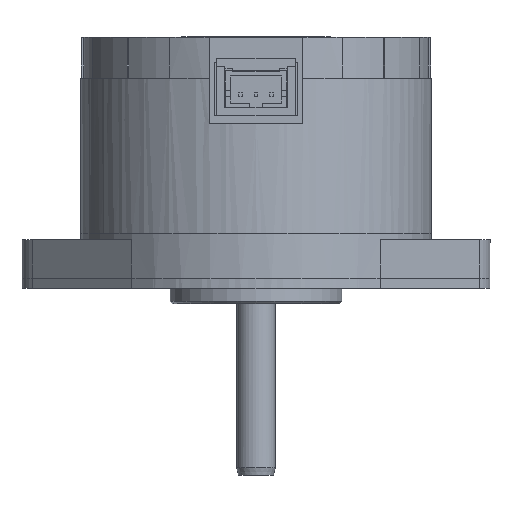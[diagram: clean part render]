
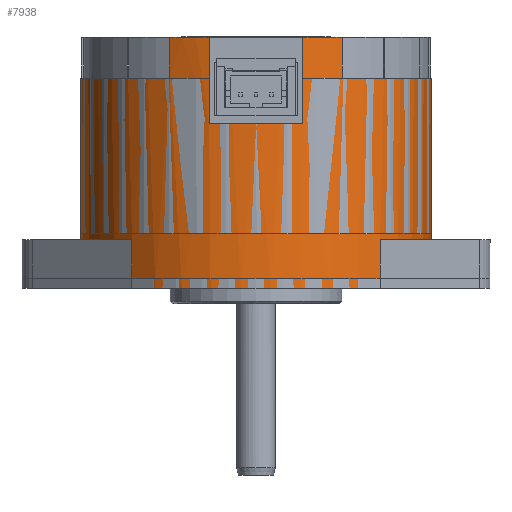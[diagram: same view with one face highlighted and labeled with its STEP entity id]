
A CAD part, left-side view. The second image highlights one B-rep face of the part: STEP entity #7938.
In plain terms, the highlighted cylindrical face has radius 22.5 mm (diameter 45 mm), a partial arc.
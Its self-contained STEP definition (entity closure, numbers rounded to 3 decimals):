
#6513=CARTESIAN_POINT('',(0.,0.,32.95));
#6514=DIRECTION('',(0.,0.,-1.));
#6515=DIRECTION('',(-0.492,0.871,0.));
#6516=AXIS2_PLACEMENT_3D('',#6513,#6514,#6515);
#6518=CARTESIAN_POINT('',(0.,0.,32.95));
#6519=DIRECTION('',(0.,0.,-1.));
#6520=DIRECTION('',(0.267,0.964,0.));
#6521=AXIS2_PLACEMENT_3D('',#6518,#6519,#6520);
#6776=DIRECTION('',(0.,0.,1.));
#6777=VECTOR('',#6776,6.2);
#6778=CARTESIAN_POINT('',(15.91,15.91,0.8));
#6779=LINE('',#6778,#6777);
#6780=DIRECTION('',(0.,0.,1.));
#6781=VECTOR('',#6780,20.7);
#6782=CARTESIAN_POINT('',(22.5,0.,7.));
#6783=LINE('',#6782,#6781);
#6784=DIRECTION('',(0.,0.,1.));
#6785=VECTOR('',#6784,5.25);
#6786=CARTESIAN_POINT('',(11.063,19.592,27.7));
#6787=LINE('',#6786,#6785);
#6788=DIRECTION('',(0.,0.,-1.));
#6789=VECTOR('',#6788,11.05);
#6790=CARTESIAN_POINT('',(6.,21.685,32.95));
#6791=LINE('',#6790,#6789);
#6792=DIRECTION('',(0.,0.,1.));
#6793=VECTOR('',#6792,11.05);
#6794=CARTESIAN_POINT('',(-6.,21.685,21.9));
#6795=LINE('',#6794,#6793);
#6796=DIRECTION('',(0.,0.,-1.));
#6797=VECTOR('',#6796,5.25);
#6798=CARTESIAN_POINT('',(-11.063,19.592,32.95));
#6799=LINE('',#6798,#6797);
#6800=CARTESIAN_POINT('',(0.,0.,0.8));
#6801=DIRECTION('',(0.,0.,1.));
#6802=DIRECTION('',(0.707,0.707,0.));
#6803=AXIS2_PLACEMENT_3D('',#6800,#6801,#6802);
#6866=DIRECTION('',(0.,0.,1.));
#6867=VECTOR('',#6866,6.2);
#6868=CARTESIAN_POINT('',(-15.91,15.91,0.8));
#6869=LINE('',#6868,#6867);
#6883=CARTESIAN_POINT('',(0.,0.,7.));
#6884=DIRECTION('',(0.,0.,1.));
#6885=DIRECTION('',(-0.707,0.707,0.));
#6886=AXIS2_PLACEMENT_3D('',#6883,#6884,#6885);
#6915=DIRECTION('',(0.,0.,1.));
#6916=VECTOR('',#6915,20.7);
#6917=CARTESIAN_POINT('',(-22.5,0.,7.));
#6918=LINE('',#6917,#6916);
#6982=CARTESIAN_POINT('',(0.,0.,27.7));
#6983=DIRECTION('',(0.,0.,-1.));
#6984=DIRECTION('',(0.492,0.871,0.));
#6985=AXIS2_PLACEMENT_3D('',#6982,#6983,#6984);
#6992=CARTESIAN_POINT('',(0.,0.,27.7));
#6993=DIRECTION('',(0.,0.,-1.));
#6994=DIRECTION('',(-1.,0.,0.));
#6995=AXIS2_PLACEMENT_3D('',#6992,#6993,#6994);
#7109=CARTESIAN_POINT('',(0.,0.,7.));
#7110=DIRECTION('',(0.,0.,1.));
#7111=DIRECTION('',(1.,0.,0.));
#7112=AXIS2_PLACEMENT_3D('',#7109,#7110,#7111);
#7180=CARTESIAN_POINT('',(0.,0.,21.9));
#7181=DIRECTION('',(0.,0.,-1.));
#7182=DIRECTION('',(-0.267,0.964,0.));
#7183=AXIS2_PLACEMENT_3D('',#7180,#7181,#7182);
#7205=CARTESIAN_POINT('',(-11.063,19.592,32.95));
#7206=VERTEX_POINT('',#7205);
#7207=CARTESIAN_POINT('',(-6.,21.685,32.95));
#7208=VERTEX_POINT('',#7207);
#7213=CARTESIAN_POINT('',(6.,21.685,32.95));
#7214=VERTEX_POINT('',#7213);
#7215=CARTESIAN_POINT('',(11.063,19.592,32.95));
#7216=VERTEX_POINT('',#7215);
#7337=CARTESIAN_POINT('',(11.063,19.592,27.7));
#7338=VERTEX_POINT('',#7337);
#7339=CARTESIAN_POINT('',(15.91,15.91,0.8));
#7340=CARTESIAN_POINT('',(-15.91,15.91,0.8));
#7341=VERTEX_POINT('',#7339);
#7342=VERTEX_POINT('',#7340);
#7343=CARTESIAN_POINT('',(15.91,15.91,7.));
#7344=VERTEX_POINT('',#7343);
#7345=CARTESIAN_POINT('',(22.5,0.,7.));
#7346=VERTEX_POINT('',#7345);
#7347=CARTESIAN_POINT('',(22.5,0.,27.7));
#7348=VERTEX_POINT('',#7347);
#7349=CARTESIAN_POINT('',(6.,21.685,21.9));
#7350=VERTEX_POINT('',#7349);
#7351=CARTESIAN_POINT('',(-6.,21.685,21.9));
#7352=VERTEX_POINT('',#7351);
#7353=CARTESIAN_POINT('',(-11.063,19.592,27.7));
#7354=VERTEX_POINT('',#7353);
#7355=CARTESIAN_POINT('',(-22.5,0.,27.7));
#7356=VERTEX_POINT('',#7355);
#7357=CARTESIAN_POINT('',(-22.5,0.,7.));
#7358=VERTEX_POINT('',#7357);
#7359=CARTESIAN_POINT('',(-15.91,15.91,7.));
#7360=VERTEX_POINT('',#7359);
#7902=CARTESIAN_POINT('',(0.,0.,0.));
#7903=DIRECTION('',(0.,0.,1.));
#7904=DIRECTION('',(1.,0.,0.));
#7905=AXIS2_PLACEMENT_3D('',#7902,#7903,#7904);
#7906=CYLINDRICAL_SURFACE('',#7905,22.5);
#7908=ORIENTED_EDGE('',*,*,#7907,.F.);
#7910=ORIENTED_EDGE('',*,*,#7909,.T.);
#7912=ORIENTED_EDGE('',*,*,#7911,.F.);
#7914=ORIENTED_EDGE('',*,*,#7913,.T.);
#7916=ORIENTED_EDGE('',*,*,#7915,.F.);
#7917=ORIENTED_EDGE('',*,*,#7894,.T.);
#7918=ORIENTED_EDGE('',*,*,#7434,.F.);
#7920=ORIENTED_EDGE('',*,*,#7919,.T.);
#7922=ORIENTED_EDGE('',*,*,#7921,.F.);
#7924=ORIENTED_EDGE('',*,*,#7923,.T.);
#7925=ORIENTED_EDGE('',*,*,#7426,.F.);
#7927=ORIENTED_EDGE('',*,*,#7926,.T.);
#7929=ORIENTED_EDGE('',*,*,#7928,.F.);
#7931=ORIENTED_EDGE('',*,*,#7930,.F.);
#7933=ORIENTED_EDGE('',*,*,#7932,.F.);
#7935=ORIENTED_EDGE('',*,*,#7934,.F.);
#7936=EDGE_LOOP('',(#7908,#7910,#7912,#7914,#7916,#7917,#7918,#7920,#7922,#7924,
#7925,#7927,#7929,#7931,#7933,#7935));
#7937=FACE_OUTER_BOUND('',#7936,.F.);
#7938=ADVANCED_FACE('',(#7937),#7906,.T.);
#6517=CIRCLE('',#6516,22.5);
#6522=CIRCLE('',#6521,22.5);
#6804=CIRCLE('',#6803,22.5);
#6887=CIRCLE('',#6886,22.5);
#6986=CIRCLE('',#6985,22.5);
#6996=CIRCLE('',#6995,22.5);
#7113=CIRCLE('',#7112,22.5);
#7184=CIRCLE('',#7183,22.5);
#7426=EDGE_CURVE('',#7206,#7208,#6517,.T.);
#7434=EDGE_CURVE('',#7214,#7216,#6522,.T.);
#7894=EDGE_CURVE('',#7338,#7216,#6787,.T.);
#7907=EDGE_CURVE('',#7341,#7342,#6804,.T.);
#7909=EDGE_CURVE('',#7341,#7344,#6779,.T.);
#7911=EDGE_CURVE('',#7346,#7344,#7113,.T.);
#7913=EDGE_CURVE('',#7346,#7348,#6783,.T.);
#7915=EDGE_CURVE('',#7338,#7348,#6986,.T.);
#7919=EDGE_CURVE('',#7214,#7350,#6791,.T.);
#7921=EDGE_CURVE('',#7352,#7350,#7184,.T.);
#7923=EDGE_CURVE('',#7352,#7208,#6795,.T.);
#7926=EDGE_CURVE('',#7206,#7354,#6799,.T.);
#7928=EDGE_CURVE('',#7356,#7354,#6996,.T.);
#7930=EDGE_CURVE('',#7358,#7356,#6918,.T.);
#7932=EDGE_CURVE('',#7360,#7358,#6887,.T.);
#7934=EDGE_CURVE('',#7342,#7360,#6869,.T.);
